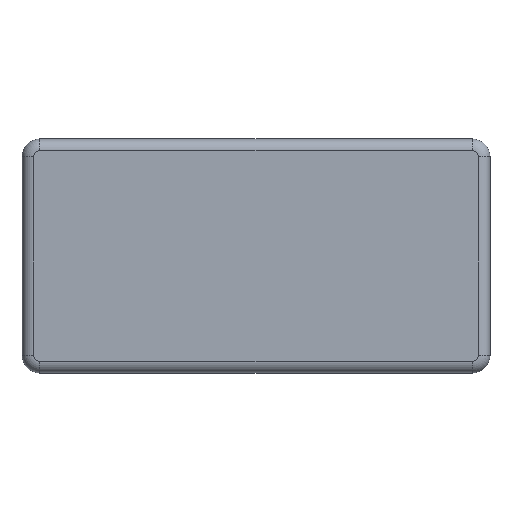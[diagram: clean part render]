
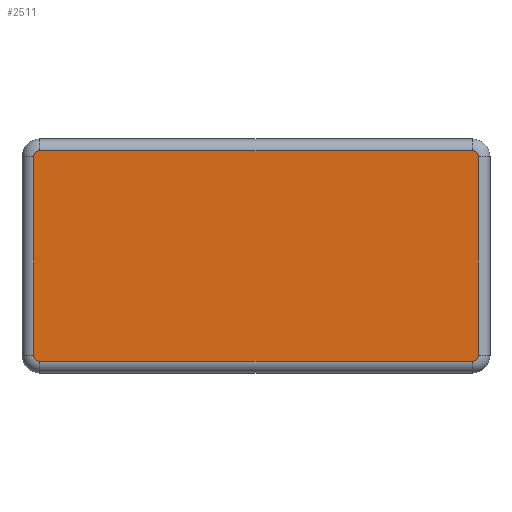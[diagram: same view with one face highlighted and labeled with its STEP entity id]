
A CAD part, top view. The second image highlights one B-rep face of the part: STEP entity #2511.
In plain terms, the highlighted planar face has unit normal (0, 0, 1).
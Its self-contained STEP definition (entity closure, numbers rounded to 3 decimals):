
#65 = EDGE_LOOP ( 'NONE', ( #2599, #2600, #2601, #2602, #2603, #2604, #2605, #2606 ) ) ;
#137 = DIRECTION ( 'NONE',  ( 0., -1., 0. ) ) ;
#142 = CARTESIAN_POINT ( 'NONE',  ( -37., 18., 2.5 ) ) ;
#143 = CARTESIAN_POINT ( 'NONE',  ( -38., -17., 2.5 ) ) ;
#144 = DIRECTION ( 'NONE',  ( -1., 0., 0. ) ) ;
#145 = CARTESIAN_POINT ( 'NONE',  ( 37., -18., 2.5 ) ) ;
#146 = DIRECTION ( 'NONE',  ( 1., 0., 0. ) ) ;
#147 = CARTESIAN_POINT ( 'NONE',  ( -37., 17., 2.5 ) ) ;
#148 = DIRECTION ( 'NONE',  ( 0., 0., 1. ) ) ;
#149 = DIRECTION ( 'NONE',  ( 1., 0., 0. ) ) ;
#150 = CARTESIAN_POINT ( 'NONE',  ( 38., 17., 2.5 ) ) ;
#151 = DIRECTION ( 'NONE',  ( 0., 1., 0. ) ) ;
#152 = CARTESIAN_POINT ( 'NONE',  ( -37., -17., 2.5 ) ) ;
#153 = DIRECTION ( 'NONE',  ( 0., 0., 1. ) ) ;
#154 = DIRECTION ( 'NONE',  ( 1., 0., 0. ) ) ;
#156 = CARTESIAN_POINT ( 'NONE',  ( 37., -17., 2.5 ) ) ;
#157 = DIRECTION ( 'NONE',  ( 0., 0., 1. ) ) ;
#158 = DIRECTION ( 'NONE',  ( 1., 0., 0. ) ) ;
#159 = CARTESIAN_POINT ( 'NONE',  ( 37., 17., 2.5 ) ) ;
#160 = DIRECTION ( 'NONE',  ( 0., 0., 1. ) ) ;
#161 = DIRECTION ( 'NONE',  ( 1., 0., 0. ) ) ;
#233 = CARTESIAN_POINT ( 'NONE',  ( 37., 18., 2.5 ) ) ;
#237 = CARTESIAN_POINT ( 'NONE',  ( -37., 18., 2.5 ) ) ;
#245 = CARTESIAN_POINT ( 'NONE',  ( -38., 17., 2.5 ) ) ;
#246 = CARTESIAN_POINT ( 'NONE',  ( -38., -17., 2.5 ) ) ;
#247 = CARTESIAN_POINT ( 'NONE',  ( -37., -18., 2.5 ) ) ;
#248 = CARTESIAN_POINT ( 'NONE',  ( 37., -18., 2.5 ) ) ;
#249 = CARTESIAN_POINT ( 'NONE',  ( 38., -17., 2.5 ) ) ;
#250 = CARTESIAN_POINT ( 'NONE',  ( 38., 17., 2.5 ) ) ;
#344 = AXIS2_PLACEMENT_3D ( 'NONE', #1480, #1485, #1486 ) ;
#496 = FACE_OUTER_BOUND ( 'NONE', #65, .T. ) ;
#625 = EDGE_CURVE ( 'NONE', #748, #752, #1166, .T. ) ;
#626 = EDGE_CURVE ( 'NONE', #752, #760, #1162, .T. ) ;
#627 = EDGE_CURVE ( 'NONE', #760, #761, #1170, .T. ) ;
#628 = EDGE_CURVE ( 'NONE', #761, #762, #1171, .T. ) ;
#629 = EDGE_CURVE ( 'NONE', #762, #763, #1173, .T. ) ;
#630 = EDGE_CURVE ( 'NONE', #763, #764, #1174, .T. ) ;
#631 = EDGE_CURVE ( 'NONE', #764, #765, #1176, .T. ) ;
#632 = EDGE_CURVE ( 'NONE', #765, #748, #1177, .T. ) ;
#748 = VERTEX_POINT ( 'NONE', #233 ) ;
#752 = VERTEX_POINT ( 'NONE', #237 ) ;
#760 = VERTEX_POINT ( 'NONE', #245 ) ;
#761 = VERTEX_POINT ( 'NONE', #246 ) ;
#762 = VERTEX_POINT ( 'NONE', #247 ) ;
#763 = VERTEX_POINT ( 'NONE', #248 ) ;
#764 = VERTEX_POINT ( 'NONE', #249 ) ;
#765 = VERTEX_POINT ( 'NONE', #250 ) ;
#1162 = CIRCLE ( 'NONE', #2110, 1. ) ;
#1166 = LINE ( 'NONE', #142, #1169 ) ;
#1169 = VECTOR ( 'NONE', #144, 1000. ) ;
#1170 = LINE ( 'NONE', #143, #1172 ) ;
#1171 = CIRCLE ( 'NONE', #2111, 1. ) ;
#1172 = VECTOR ( 'NONE', #137, 1000. ) ;
#1173 = LINE ( 'NONE', #145, #1175 ) ;
#1174 = CIRCLE ( 'NONE', #2112, 1. ) ;
#1175 = VECTOR ( 'NONE', #146, 1000. ) ;
#1176 = LINE ( 'NONE', #150, #1178 ) ;
#1177 = CIRCLE ( 'NONE', #2113, 1. ) ;
#1178 = VECTOR ( 'NONE', #151, 1000. ) ;
#1480 = CARTESIAN_POINT ( 'NONE',  ( 0., 0., 2.5 ) ) ;
#1483 = PLANE ( 'NONE',  #344 ) ;
#1485 = DIRECTION ( 'NONE',  ( 0., 0., 1. ) ) ;
#1486 = DIRECTION ( 'NONE',  ( 1., 0., 0. ) ) ;
#2110 = AXIS2_PLACEMENT_3D ( 'NONE', #147, #148, #149 ) ;
#2111 = AXIS2_PLACEMENT_3D ( 'NONE', #152, #153, #154 ) ;
#2112 = AXIS2_PLACEMENT_3D ( 'NONE', #156, #157, #158 ) ;
#2113 = AXIS2_PLACEMENT_3D ( 'NONE', #159, #160, #161 ) ;
#2511 = ADVANCED_FACE ( 'NONE', ( #496 ), #1483, .T. ) ;
#2599 = ORIENTED_EDGE ( 'NONE', *, *, #625, .T. ) ;
#2600 = ORIENTED_EDGE ( 'NONE', *, *, #626, .T. ) ;
#2601 = ORIENTED_EDGE ( 'NONE', *, *, #627, .T. ) ;
#2602 = ORIENTED_EDGE ( 'NONE', *, *, #628, .T. ) ;
#2603 = ORIENTED_EDGE ( 'NONE', *, *, #629, .T. ) ;
#2604 = ORIENTED_EDGE ( 'NONE', *, *, #630, .T. ) ;
#2605 = ORIENTED_EDGE ( 'NONE', *, *, #631, .T. ) ;
#2606 = ORIENTED_EDGE ( 'NONE', *, *, #632, .T. ) ;
